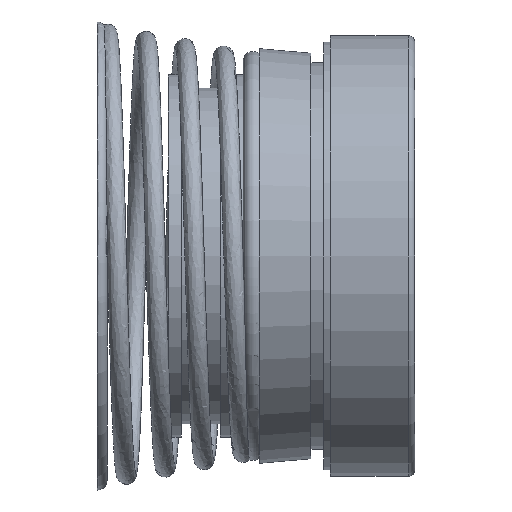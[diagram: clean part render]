
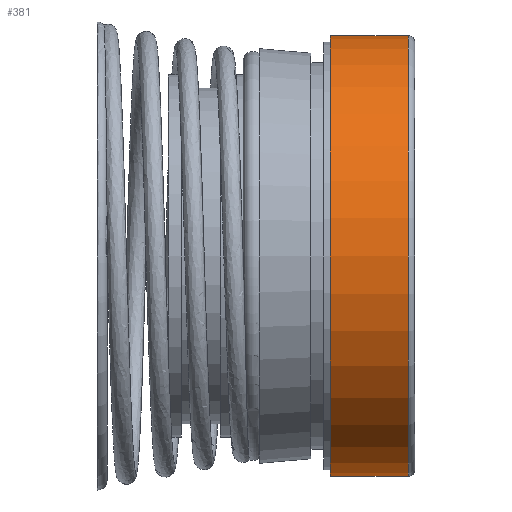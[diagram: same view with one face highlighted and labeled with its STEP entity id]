
A CAD part, front view. The second image highlights one B-rep face of the part: STEP entity #381.
In plain terms, the highlighted cylindrical face has radius 26.988 mm (diameter 53.975 mm), a full revolution.
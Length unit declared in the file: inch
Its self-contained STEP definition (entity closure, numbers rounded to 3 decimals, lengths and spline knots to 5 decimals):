
#17=CYLINDRICAL_SURFACE('',#429,1.0625);
#40=FACE_BOUND('',#111,.T.);
#75=FACE_OUTER_BOUND('',#110,.T.);
#110=EDGE_LOOP('',(#298));
#111=EDGE_LOOP('',(#299));
#176=CIRCLE('',#427,1.0625);
#178=CIRCLE('',#430,1.0625);
#214=VERTEX_POINT('',#1491);
#216=VERTEX_POINT('',#1496);
#254=EDGE_CURVE('',#214,#214,#176,.T.);
#256=EDGE_CURVE('',#216,#216,#178,.T.);
#298=ORIENTED_EDGE('',*,*,#256,.T.);
#299=ORIENTED_EDGE('',*,*,#254,.F.);
#381=ADVANCED_FACE('',(#75,#40),#17,.T.);
#427=AXIS2_PLACEMENT_3D('',#1492,#505,#506);
#429=AXIS2_PLACEMENT_3D('',#1495,#509,#510);
#430=AXIS2_PLACEMENT_3D('',#1497,#511,#512);
#505=DIRECTION('center_axis',(1.,0.,0.));
#506=DIRECTION('ref_axis',(0.,-1.,0.));
#509=DIRECTION('center_axis',(1.,0.,0.));
#510=DIRECTION('ref_axis',(0.,1.,0.));
#511=DIRECTION('center_axis',(1.,0.,0.));
#512=DIRECTION('ref_axis',(0.,1.,0.));
#1491=CARTESIAN_POINT('',(1.22,1.0625,0.));
#1492=CARTESIAN_POINT('Origin',(1.22,0.,0.));
#1495=CARTESIAN_POINT('Origin',(1.04688,0.,0.));
#1496=CARTESIAN_POINT('',(0.84375,1.0625,0.));
#1497=CARTESIAN_POINT('Origin',(0.84375,0.,0.));
